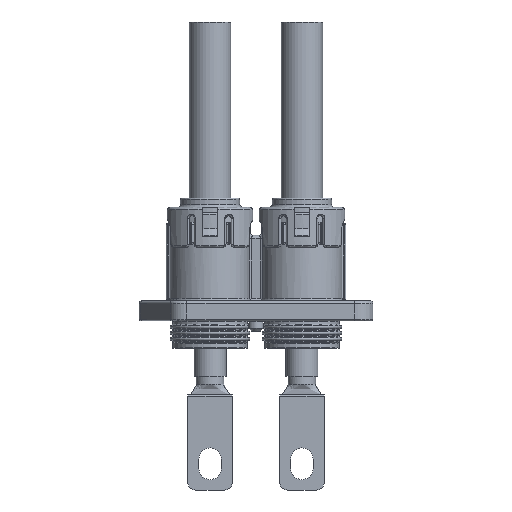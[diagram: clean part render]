
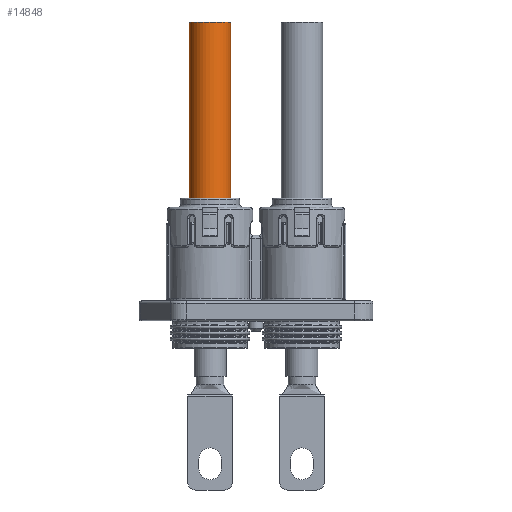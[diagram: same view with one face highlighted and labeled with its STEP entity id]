
A CAD part, front view. The second image highlights one B-rep face of the part: STEP entity #14848.
In plain terms, the highlighted cylindrical face has radius 7.9 mm (diameter 15.8 mm), a partial arc.
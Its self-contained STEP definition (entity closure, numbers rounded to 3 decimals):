
#3722 = DIRECTION ( 'NONE',  ( 1., 0., 0. ) ) ;
#6407 = DIRECTION ( 'NONE',  ( 1., 0., 0. ) ) ;
#6801 = CIRCLE ( 'NONE', #20601, 7.9 ) ;
#7009 = VECTOR ( 'NONE', #10162, 1000. ) ;
#7468 = VERTEX_POINT ( 'NONE', #44196 ) ;
#7976 = CARTESIAN_POINT ( 'NONE',  ( -20., 0., -7.9 ) ) ;
#8966 = ORIENTED_EDGE ( 'NONE', *, *, #23645, .T. ) ;
#9733 = EDGE_CURVE ( 'NONE', #7468, #27553, #28180, .T. ) ;
#9996 = CYLINDRICAL_SURFACE ( 'NONE', #19534, 7.9 ) ;
#10162 = DIRECTION ( 'NONE',  ( 1., 0., 0. ) ) ;
#14848 = ADVANCED_FACE ( 'NONE', ( #36578 ), #9996, .T. ) ;
#17301 = ORIENTED_EDGE ( 'NONE', *, *, #30164, .T. ) ;
#18122 = VECTOR ( 'NONE', #22081, 1000. ) ;
#19534 = AXIS2_PLACEMENT_3D ( 'NONE', #24617, #6407, #21233 ) ;
#20601 = AXIS2_PLACEMENT_3D ( 'NONE', #39159, #25246, #42772 ) ;
#21233 = DIRECTION ( 'NONE',  ( 0., 0., -1. ) ) ;
#22081 = DIRECTION ( 'NONE',  ( 1., 0., 0. ) ) ;
#22301 = ORIENTED_EDGE ( 'NONE', *, *, #9733, .F. ) ;
#22391 = DIRECTION ( 'NONE',  ( 0., 0., -1. ) ) ;
#22966 = AXIS2_PLACEMENT_3D ( 'NONE', #28680, #3722, #22391 ) ;
#23645 = EDGE_CURVE ( 'NONE', #26780, #24053, #44141, .T. ) ;
#24053 = VERTEX_POINT ( 'NONE', #40957 ) ;
#24617 = CARTESIAN_POINT ( 'NONE',  ( -43., 0., 0. ) ) ;
#25246 = DIRECTION ( 'NONE',  ( 1., 0., 0. ) ) ;
#26553 = EDGE_CURVE ( 'NONE', #27553, #24053, #6801, .T. ) ;
#26780 = VERTEX_POINT ( 'NONE', #7976 ) ;
#27553 = VERTEX_POINT ( 'NONE', #38941 ) ;
#27938 = CARTESIAN_POINT ( 'NONE',  ( -43., 0., 7.9 ) ) ;
#28180 = LINE ( 'NONE', #27938, #7009 ) ;
#28680 = CARTESIAN_POINT ( 'NONE',  ( -20., 0., 0. ) ) ;
#30164 = EDGE_CURVE ( 'NONE', #7468, #26780, #45154, .T. ) ;
#30952 = ORIENTED_EDGE ( 'NONE', *, *, #26553, .F. ) ;
#36578 = FACE_OUTER_BOUND ( 'NONE', #43655, .T. ) ;
#38941 = CARTESIAN_POINT ( 'NONE',  ( 100., 0., 7.9 ) ) ;
#39159 = CARTESIAN_POINT ( 'NONE',  ( 100., 0., 0. ) ) ;
#40056 = CARTESIAN_POINT ( 'NONE',  ( -43., 0., -7.9 ) ) ;
#40957 = CARTESIAN_POINT ( 'NONE',  ( 100., 0., -7.9 ) ) ;
#42772 = DIRECTION ( 'NONE',  ( 0., 0., -1. ) ) ;
#43655 = EDGE_LOOP ( 'NONE', ( #22301, #17301, #8966, #30952 ) ) ;
#44141 = LINE ( 'NONE', #40056, #18122 ) ;
#44196 = CARTESIAN_POINT ( 'NONE',  ( -20., 0., 7.9 ) ) ;
#45154 = CIRCLE ( 'NONE', #22966, 7.9 ) ;
